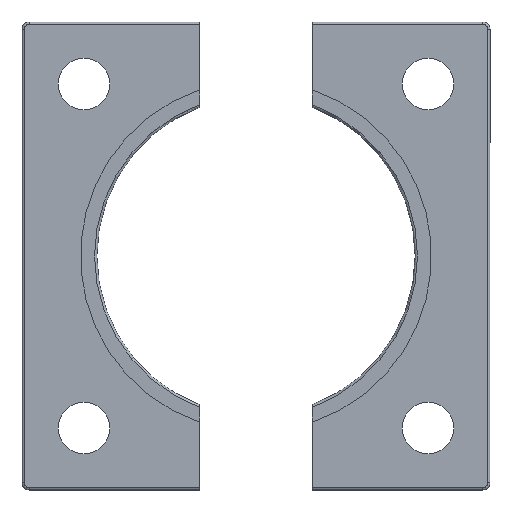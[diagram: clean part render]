
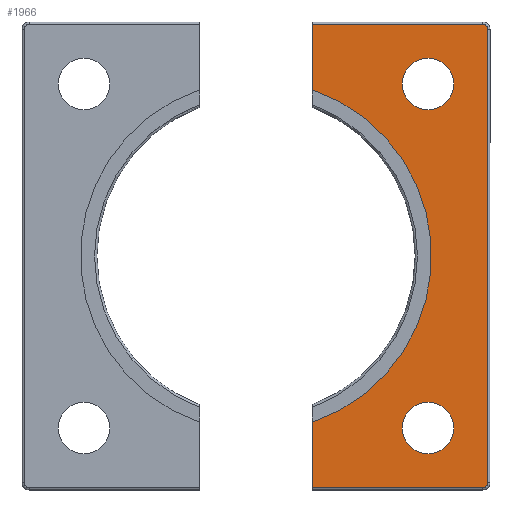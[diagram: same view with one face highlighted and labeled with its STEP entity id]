
A CAD part, front view. The second image highlights one B-rep face of the part: STEP entity #1966.
In plain terms, the highlighted planar face has unit normal (0, -1, 0).
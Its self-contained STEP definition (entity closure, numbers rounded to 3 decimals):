
#1 = CIRCLE ( 'NONE', #2, 1. ) ;
#2 = AXIS2_PLACEMENT_3D ( 'NONE', #964, #965, #966 ) ;
#3 = CIRCLE ( 'NONE', #6, 5.5 ) ;
#4 = VECTOR ( 'NONE', #967, 1000. ) ;
#6 = AXIS2_PLACEMENT_3D ( 'NONE', #970, #971, #972 ) ;
#240 = CIRCLE ( 'NONE', #242, 5.5 ) ;
#241 = VECTOR ( 'NONE', #950, 1000. ) ;
#242 = AXIS2_PLACEMENT_3D ( 'NONE', #943, #944, #945 ) ;
#243 = VECTOR ( 'NONE', #961, 1000. ) ;
#244 = CIRCLE ( 'NONE', #245, 1. ) ;
#245 = AXIS2_PLACEMENT_3D ( 'NONE', #947, #948, #949 ) ;
#246 = VECTOR ( 'NONE', #953, 1000. ) ;
#247 = CIRCLE ( 'NONE', #249, 37.5 ) ;
#248 = VECTOR ( 'NONE', #963, 1000. ) ;
#249 = AXIS2_PLACEMENT_3D ( 'NONE', #957, #958, #959 ) ;
#253 = CIRCLE ( 'NONE', #272, 5.5 ) ;
#262 = AXIS2_PLACEMENT_3D ( 'NONE', #534, #532, #560 ) ;
#272 = AXIS2_PLACEMENT_3D ( 'NONE', #611, #612, #613 ) ;
#375 = EDGE_CURVE ( 'NONE', #807, #818, #240, .T. ) ;
#376 = EDGE_CURVE ( 'NONE', #811, #809, #244, .T. ) ;
#377 = EDGE_CURVE ( 'NONE', #809, #801, #946, .T. ) ;
#378 = EDGE_CURVE ( 'NONE', #822, #801, #951, .T. ) ;
#379 = EDGE_CURVE ( 'NONE', #838, #822, #247, .T. ) ;
#380 = EDGE_CURVE ( 'NONE', #806, #838, #956, .T. ) ;
#381 = EDGE_CURVE ( 'NONE', #806, #800, #954, .T. ) ;
#382 = EDGE_CURVE ( 'NONE', #800, #837, #1, .T. ) ;
#383 = EDGE_CURVE ( 'NONE', #837, #811, #960, .T. ) ;
#384 = EDGE_CURVE ( 'NONE', #819, #824, #3, .T. ) ;
#528 = FACE_OUTER_BOUND ( 'NONE', #884, .T. ) ;
#532 = DIRECTION ( 'NONE',  ( 0., 1., 0. ) ) ;
#534 = CARTESIAN_POINT ( 'NONE',  ( 0., 0., 0. ) ) ;
#535 = FACE_BOUND ( 'NONE', #1285, .T. ) ;
#537 = FACE_BOUND ( 'NONE', #885, .T. ) ;
#538 = PLANE ( 'NONE',  #262 ) ;
#560 = DIRECTION ( 'NONE',  ( 0., 0., 1. ) ) ;
#611 = CARTESIAN_POINT ( 'NONE',  ( 36.75, 0., -36.75 ) ) ;
#612 = DIRECTION ( 'NONE',  ( 0., 1., 0. ) ) ;
#613 = DIRECTION ( 'NONE',  ( 0., 0., -1. ) ) ;
#800 = VERTEX_POINT ( 'NONE', #1119 ) ;
#801 = VERTEX_POINT ( 'NONE', #1120 ) ;
#806 = VERTEX_POINT ( 'NONE', #1125 ) ;
#807 = VERTEX_POINT ( 'NONE', #1126 ) ;
#809 = VERTEX_POINT ( 'NONE', #1128 ) ;
#811 = VERTEX_POINT ( 'NONE', #1130 ) ;
#818 = VERTEX_POINT ( 'NONE', #1137 ) ;
#819 = VERTEX_POINT ( 'NONE', #1138 ) ;
#822 = VERTEX_POINT ( 'NONE', #1141 ) ;
#824 = VERTEX_POINT ( 'NONE', #1143 ) ;
#837 = VERTEX_POINT ( 'NONE', #1156 ) ;
#838 = VERTEX_POINT ( 'NONE', #1157 ) ;
#884 = EDGE_LOOP ( 'NONE', ( #1280, #1279, #1278, #1277, #1378, #1377, #1376, #1375 ) ) ;
#885 = EDGE_LOOP ( 'NONE', ( #1374, #1373 ) ) ;
#937 = CARTESIAN_POINT ( 'NONE',  ( 12., 0., -50. ) ) ;
#942 = CARTESIAN_POINT ( 'NONE',  ( 0., 0., 49.5 ) ) ;
#943 = CARTESIAN_POINT ( 'NONE',  ( 36.75, 0., -36.75 ) ) ;
#944 = DIRECTION ( 'NONE',  ( 0., 1., 0. ) ) ;
#945 = DIRECTION ( 'NONE',  ( 0., 0., -1. ) ) ;
#946 = LINE ( 'NONE', #942, #241 ) ;
#947 = CARTESIAN_POINT ( 'NONE',  ( 48.5, 0., 48.5 ) ) ;
#948 = DIRECTION ( 'NONE',  ( 0., -1., 0. ) ) ;
#949 = DIRECTION ( 'NONE',  ( 0., 0., 1. ) ) ;
#950 = DIRECTION ( 'NONE',  ( -1., 0., 0. ) ) ;
#951 = LINE ( 'NONE', #952, #246 ) ;
#952 = CARTESIAN_POINT ( 'NONE',  ( 12., 0., 31.812 ) ) ;
#953 = DIRECTION ( 'NONE',  ( 0., 0., 1. ) ) ;
#954 = LINE ( 'NONE', #962, #248 ) ;
#955 = CARTESIAN_POINT ( 'NONE',  ( 49.5, 0., 0. ) ) ;
#956 = LINE ( 'NONE', #937, #243 ) ;
#957 = CARTESIAN_POINT ( 'NONE',  ( 0., 0., 0. ) ) ;
#958 = DIRECTION ( 'NONE',  ( 0., -1., 0. ) ) ;
#959 = DIRECTION ( 'NONE',  ( 0., 0., -1. ) ) ;
#960 = LINE ( 'NONE', #955, #4 ) ;
#961 = DIRECTION ( 'NONE',  ( 0., 0., 1. ) ) ;
#962 = CARTESIAN_POINT ( 'NONE',  ( 0., 0., -49.5 ) ) ;
#963 = DIRECTION ( 'NONE',  ( 1., 0., 0. ) ) ;
#964 = CARTESIAN_POINT ( 'NONE',  ( 48.5, 0., -48.5 ) ) ;
#965 = DIRECTION ( 'NONE',  ( 0., -1., 0. ) ) ;
#966 = DIRECTION ( 'NONE',  ( 0., 0., 1. ) ) ;
#967 = DIRECTION ( 'NONE',  ( 0., 0., 1. ) ) ;
#970 = CARTESIAN_POINT ( 'NONE',  ( 36.75, 0., 36.75 ) ) ;
#971 = DIRECTION ( 'NONE',  ( 0., 1., 0. ) ) ;
#972 = DIRECTION ( 'NONE',  ( 0., 0., 1. ) ) ;
#1119 = CARTESIAN_POINT ( 'NONE',  ( 48.5, 0., -49.5 ) ) ;
#1120 = CARTESIAN_POINT ( 'NONE',  ( 12., 0., 49.5 ) ) ;
#1125 = CARTESIAN_POINT ( 'NONE',  ( 12., 0., -49.5 ) ) ;
#1126 = CARTESIAN_POINT ( 'NONE',  ( 36.75, 0., -31.25 ) ) ;
#1128 = CARTESIAN_POINT ( 'NONE',  ( 48.5, 0., 49.5 ) ) ;
#1130 = CARTESIAN_POINT ( 'NONE',  ( 49.5, 0., 48.5 ) ) ;
#1137 = CARTESIAN_POINT ( 'NONE',  ( 36.75, 0., -42.25 ) ) ;
#1138 = CARTESIAN_POINT ( 'NONE',  ( 36.75, 0., 42.25 ) ) ;
#1141 = CARTESIAN_POINT ( 'NONE',  ( 12., 0., 35.528 ) ) ;
#1143 = CARTESIAN_POINT ( 'NONE',  ( 36.75, 0., 31.25 ) ) ;
#1156 = CARTESIAN_POINT ( 'NONE',  ( 49.5, 0., -48.5 ) ) ;
#1157 = CARTESIAN_POINT ( 'NONE',  ( 12., 0., -35.528 ) ) ;
#1277 = ORIENTED_EDGE ( 'NONE', *, *, #379, .F. ) ;
#1278 = ORIENTED_EDGE ( 'NONE', *, *, #378, .F. ) ;
#1279 = ORIENTED_EDGE ( 'NONE', *, *, #377, .T. ) ;
#1280 = ORIENTED_EDGE ( 'NONE', *, *, #376, .T. ) ;
#1281 = ORIENTED_EDGE ( 'NONE', *, *, #375, .T. ) ;
#1283 = ORIENTED_EDGE ( 'NONE', *, *, #1977, .T. ) ;
#1285 = EDGE_LOOP ( 'NONE', ( #1283, #1281 ) ) ;
#1373 = ORIENTED_EDGE ( 'NONE', *, *, #384, .T. ) ;
#1374 = ORIENTED_EDGE ( 'NONE', *, *, #1888, .T. ) ;
#1375 = ORIENTED_EDGE ( 'NONE', *, *, #383, .T. ) ;
#1376 = ORIENTED_EDGE ( 'NONE', *, *, #382, .T. ) ;
#1377 = ORIENTED_EDGE ( 'NONE', *, *, #381, .T. ) ;
#1378 = ORIENTED_EDGE ( 'NONE', *, *, #380, .F. ) ;
#1409 = CARTESIAN_POINT ( 'NONE',  ( 36.75, 0., 36.75 ) ) ;
#1410 = DIRECTION ( 'NONE',  ( 0., 1., 0. ) ) ;
#1411 = DIRECTION ( 'NONE',  ( 0., 0., 1. ) ) ;
#1709 = CIRCLE ( 'NONE', #1713, 5.5 ) ;
#1713 = AXIS2_PLACEMENT_3D ( 'NONE', #1409, #1410, #1411 ) ;
#1888 = EDGE_CURVE ( 'NONE', #824, #819, #1709, .T. ) ;
#1966 = ADVANCED_FACE ( 'NONE', ( #535, #528, #537 ), #538, .F. ) ;
#1977 = EDGE_CURVE ( 'NONE', #818, #807, #253, .T. ) ;
